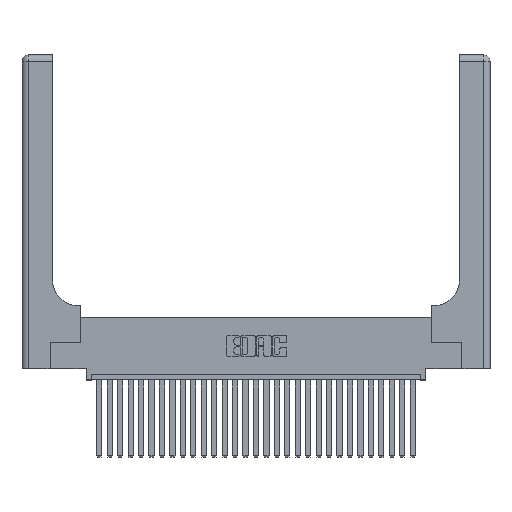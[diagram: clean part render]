
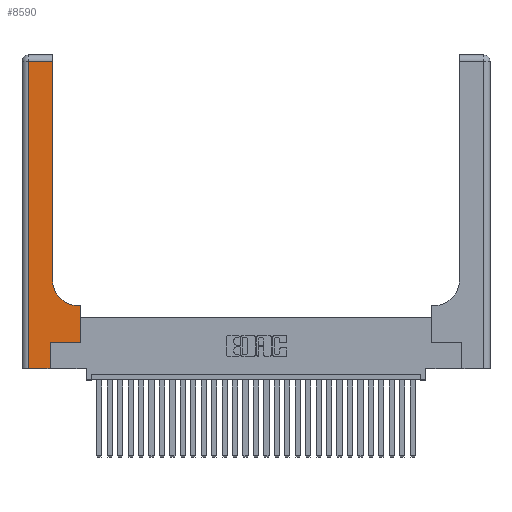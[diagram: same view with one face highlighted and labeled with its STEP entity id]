
A CAD part, top view. The second image highlights one B-rep face of the part: STEP entity #8590.
In plain terms, the highlighted planar face has unit normal (0, 0, 1).
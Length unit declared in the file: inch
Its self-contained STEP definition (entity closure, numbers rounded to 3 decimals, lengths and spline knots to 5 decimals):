
#45 = AXIS2_PLACEMENT_3D ( 'NONE', #12031, #19027, #21453 ) ;
#313 = ORIENTED_EDGE ( 'NONE', *, *, #9742, .T. ) ;
#420 = VERTEX_POINT ( 'NONE', #18384 ) ;
#954 = ORIENTED_EDGE ( 'NONE', *, *, #24793, .T. ) ;
#960 = ORIENTED_EDGE ( 'NONE', *, *, #25402, .T. ) ;
#1365 = LINE ( 'NONE', #21754, #6812 ) ;
#1421 = VECTOR ( 'NONE', #27455, 39.37008 ) ;
#1869 = VECTOR ( 'NONE', #14569, 39.37008 ) ;
#2595 = EDGE_CURVE ( 'NONE', #420, #27250, #9032, .T. ) ;
#2835 = VECTOR ( 'NONE', #12598, 39.37008 ) ;
#3361 = VERTEX_POINT ( 'NONE', #11678 ) ;
#3561 = VECTOR ( 'NONE', #20970, 39.37008 ) ;
#4256 = CARTESIAN_POINT ( 'NONE',  ( 0.5585, 0.25, 0.37 ) ) ;
#4505 = ORIENTED_EDGE ( 'NONE', *, *, #15579, .T. ) ;
#4538 = CARTESIAN_POINT ( 'NONE',  ( 0.06, 2.94, 0.37 ) ) ;
#4544 = CARTESIAN_POINT ( 'NONE',  ( 0.5415, 0.6, 0.37 ) ) ;
#4595 = CARTESIAN_POINT ( 'NONE',  ( 0.2915, 0.6, 0.37 ) ) ;
#6297 = CARTESIAN_POINT ( 'NONE',  ( 0.5585, 0.25, 0.37 ) ) ;
#6423 = PLANE ( 'NONE',  #45 ) ;
#6548 = LINE ( 'NONE', #6297, #22463 ) ;
#6812 = VECTOR ( 'NONE', #28589, 39.37008 ) ;
#7210 = LINE ( 'NONE', #25419, #3561 ) ;
#7575 = AXIS2_PLACEMENT_3D ( 'NONE', #9881, #14315, #26126 ) ;
#8013 = CARTESIAN_POINT ( 'NONE',  ( 0.2915, 2.94, 0.37 ) ) ;
#8590 = ADVANCED_FACE ( 'NONE', ( #28657 ), #6423, .F. ) ;
#8613 = VERTEX_POINT ( 'NONE', #26995 ) ;
#9032 = LINE ( 'NONE', #4595, #1421 ) ;
#9157 = ORIENTED_EDGE ( 'NONE', *, *, #15497, .T. ) ;
#9742 = EDGE_CURVE ( 'NONE', #14263, #420, #6548, .T. ) ;
#9881 = CARTESIAN_POINT ( 'NONE',  ( 0.5415, 0.85, 0.37 ) ) ;
#10767 = EDGE_LOOP ( 'NONE', ( #4505, #29761, #15803, #954, #27595, #960, #313, #10997, #9157 ) ) ;
#10997 = ORIENTED_EDGE ( 'NONE', *, *, #2595, .T. ) ;
#11459 = VECTOR ( 'NONE', #21544, 39.37008 ) ;
#11678 = CARTESIAN_POINT ( 'NONE',  ( 0.269, 0., 0.37 ) ) ;
#12031 = CARTESIAN_POINT ( 'NONE',  ( 0., 3., 0.37 ) ) ;
#12412 = EDGE_CURVE ( 'NONE', #25912, #15334, #15112, .T. ) ;
#12598 = DIRECTION ( 'NONE',  ( 0., 1., 0. ) ) ;
#13890 = VERTEX_POINT ( 'NONE', #8013 ) ;
#14263 = VERTEX_POINT ( 'NONE', #4256 ) ;
#14315 = DIRECTION ( 'NONE',  ( 0., 0., -1. ) ) ;
#14569 = DIRECTION ( 'NONE',  ( -1., 0., 0. ) ) ;
#15112 = LINE ( 'NONE', #17098, #11459 ) ;
#15334 = VERTEX_POINT ( 'NONE', #21309 ) ;
#15480 = LINE ( 'NONE', #21200, #2835 ) ;
#15497 = EDGE_CURVE ( 'NONE', #27250, #19757, #28228, .T. ) ;
#15579 = EDGE_CURVE ( 'NONE', #19757, #13890, #28573, .T. ) ;
#15803 = ORIENTED_EDGE ( 'NONE', *, *, #12412, .T. ) ;
#15873 = DIRECTION ( 'NONE',  ( 0., 1., 0. ) ) ;
#17098 = CARTESIAN_POINT ( 'NONE',  ( 0.06, 3., 0.37 ) ) ;
#17541 = EDGE_CURVE ( 'NONE', #3361, #8613, #15480, .T. ) ;
#17679 = CARTESIAN_POINT ( 'NONE',  ( 0.2915, 0.85, 0.37 ) ) ;
#18384 = CARTESIAN_POINT ( 'NONE',  ( 0.5585, 0.6, 0.37 ) ) ;
#19027 = DIRECTION ( 'NONE',  ( 0., 0., -1. ) ) ;
#19757 = VERTEX_POINT ( 'NONE', #17679 ) ;
#20970 = DIRECTION ( 'NONE',  ( 1., 0., 0. ) ) ;
#21026 = LINE ( 'NONE', #23960, #1869 ) ;
#21200 = CARTESIAN_POINT ( 'NONE',  ( 0.269, 0., 0.37 ) ) ;
#21309 = CARTESIAN_POINT ( 'NONE',  ( 0.06, 0., 0.37 ) ) ;
#21453 = DIRECTION ( 'NONE',  ( -1., 0., 0. ) ) ;
#21544 = DIRECTION ( 'NONE',  ( 0., -1., 0. ) ) ;
#21754 = CARTESIAN_POINT ( 'NONE',  ( 0.269, 0.25, 0.37 ) ) ;
#22463 = VECTOR ( 'NONE', #15873, 39.37008 ) ;
#23353 = DIRECTION ( 'NONE',  ( 0., 1., 0. ) ) ;
#23960 = CARTESIAN_POINT ( 'NONE',  ( 0., 2.94, 0.37 ) ) ;
#24793 = EDGE_CURVE ( 'NONE', #15334, #3361, #7210, .T. ) ;
#25402 = EDGE_CURVE ( 'NONE', #8613, #14263, #1365, .T. ) ;
#25419 = CARTESIAN_POINT ( 'NONE',  ( 0., 0., 0.37 ) ) ;
#25912 = VERTEX_POINT ( 'NONE', #4538 ) ;
#25937 = CARTESIAN_POINT ( 'NONE',  ( 0.2915, 3., 0.37 ) ) ;
#26066 = VECTOR ( 'NONE', #23353, 39.37008 ) ;
#26126 = DIRECTION ( 'NONE',  ( 1., 0., 0. ) ) ;
#26995 = CARTESIAN_POINT ( 'NONE',  ( 0.269, 0.25, 0.37 ) ) ;
#27250 = VERTEX_POINT ( 'NONE', #4544 ) ;
#27455 = DIRECTION ( 'NONE',  ( -1., 0., 0. ) ) ;
#27595 = ORIENTED_EDGE ( 'NONE', *, *, #17541, .T. ) ;
#28228 = CIRCLE ( 'NONE', #7575, 0.25 ) ;
#28573 = LINE ( 'NONE', #25937, #26066 ) ;
#28589 = DIRECTION ( 'NONE',  ( 1., 0., 0. ) ) ;
#28657 = FACE_OUTER_BOUND ( 'NONE', #10767, .T. ) ;
#29231 = EDGE_CURVE ( 'NONE', #13890, #25912, #21026, .T. ) ;
#29761 = ORIENTED_EDGE ( 'NONE', *, *, #29231, .T. ) ;
